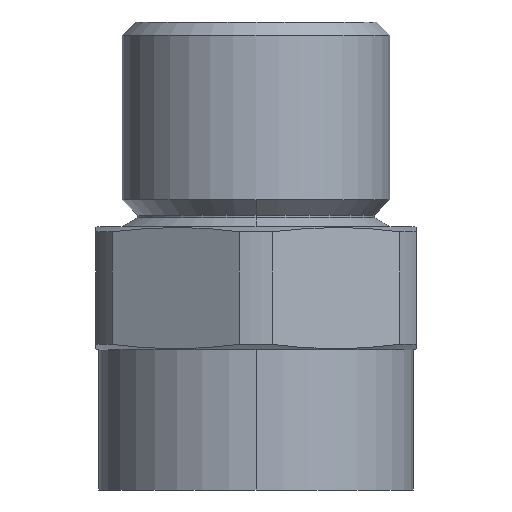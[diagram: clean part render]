
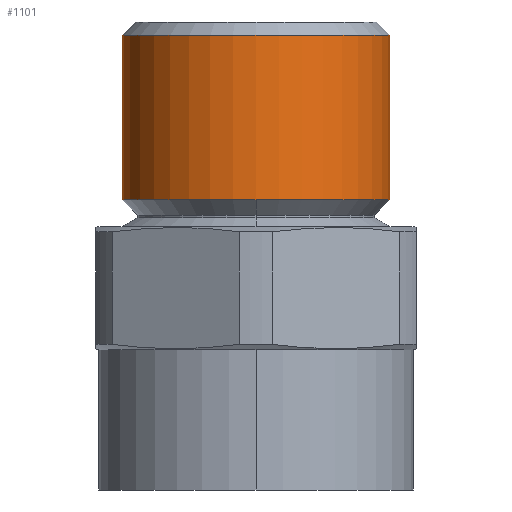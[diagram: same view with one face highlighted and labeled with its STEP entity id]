
A CAD part, front view. The second image highlights one B-rep face of the part: STEP entity #1101.
In plain terms, the highlighted cylindrical face has radius 10 mm (diameter 20 mm), a partial arc.
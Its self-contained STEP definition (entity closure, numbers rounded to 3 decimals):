
#44 = CARTESIAN_POINT ( 'NONE',  ( 0., 0., 21.7 ) ) ;
#47 = VECTOR ( 'NONE', #778, 1000. ) ;
#91 = DIRECTION ( 'NONE',  ( 0., 1., 0. ) ) ;
#103 = CARTESIAN_POINT ( 'NONE',  ( 0., 0., 21.7 ) ) ;
#122 = DIRECTION ( 'NONE',  ( 0., 0., -1. ) ) ;
#166 = DIRECTION ( 'NONE',  ( 0., 0., -1. ) ) ;
#202 = CIRCLE ( 'NONE', #1017, 10. ) ;
#255 = LINE ( 'NONE', #335, #47 ) ;
#271 = DIRECTION ( 'NONE',  ( -1., 0., 0. ) ) ;
#279 = CARTESIAN_POINT ( 'NONE',  ( 0., 0., 0. ) ) ;
#316 = CARTESIAN_POINT ( 'NONE',  ( -10., 0., 34. ) ) ;
#320 = CARTESIAN_POINT ( 'NONE',  ( 10., 0., 21.7 ) ) ;
#335 = CARTESIAN_POINT ( 'NONE',  ( 10., 0., 0. ) ) ;
#371 = DIRECTION ( 'NONE',  ( 0., 0., -1. ) ) ;
#408 = ORIENTED_EDGE ( 'NONE', *, *, #1298, .F. ) ;
#411 = EDGE_CURVE ( 'NONE', #1275, #767, #202, .T. ) ;
#469 = CARTESIAN_POINT ( 'NONE',  ( -10., 0., 0. ) ) ;
#493 = DIRECTION ( 'NONE',  ( 0., 0., -1. ) ) ;
#500 = EDGE_CURVE ( 'NONE', #997, #1275, #255, .T. ) ;
#548 = DIRECTION ( 'NONE',  ( 0., 0., -1. ) ) ;
#553 = ORIENTED_EDGE ( 'NONE', *, *, #500, .F. ) ;
#589 = CIRCLE ( 'NONE', #722, 10. ) ;
#604 = DIRECTION ( 'NONE',  ( 1., 0., 0. ) ) ;
#620 = ORIENTED_EDGE ( 'NONE', *, *, #1036, .T. ) ;
#652 = VERTEX_POINT ( 'NONE', #316 ) ;
#719 = LINE ( 'NONE', #469, #731 ) ;
#722 = AXIS2_PLACEMENT_3D ( 'NONE', #103, #166, #91 ) ;
#731 = VECTOR ( 'NONE', #371, 1000. ) ;
#751 = FACE_OUTER_BOUND ( 'NONE', #1106, .T. ) ;
#767 = VERTEX_POINT ( 'NONE', #1227 ) ;
#778 = DIRECTION ( 'NONE',  ( 0., 0., -1. ) ) ;
#804 = AXIS2_PLACEMENT_3D ( 'NONE', #1089, #493, #604 ) ;
#830 = AXIS2_PLACEMENT_3D ( 'NONE', #279, #122, #271 ) ;
#848 = CYLINDRICAL_SURFACE ( 'NONE', #830, 10. ) ;
#924 = CIRCLE ( 'NONE', #804, 10. ) ;
#927 = CARTESIAN_POINT ( 'NONE',  ( -10., 0., 21.7 ) ) ;
#928 = ORIENTED_EDGE ( 'NONE', *, *, #411, .F. ) ;
#997 = VERTEX_POINT ( 'NONE', #1069 ) ;
#1017 = AXIS2_PLACEMENT_3D ( 'NONE', #44, #548, #1278 ) ;
#1036 = EDGE_CURVE ( 'NONE', #652, #1134, #719, .T. ) ;
#1066 = ORIENTED_EDGE ( 'NONE', *, *, #1152, .T. ) ;
#1069 = CARTESIAN_POINT ( 'NONE',  ( 10., 0., 34. ) ) ;
#1089 = CARTESIAN_POINT ( 'NONE',  ( 0., 0., 34. ) ) ;
#1101 = ADVANCED_FACE ( 'NONE', ( #751 ), #848, .T. ) ;
#1106 = EDGE_LOOP ( 'NONE', ( #553, #1066, #620, #408, #928 ) ) ;
#1134 = VERTEX_POINT ( 'NONE', #927 ) ;
#1152 = EDGE_CURVE ( 'NONE', #997, #652, #924, .T. ) ;
#1227 = CARTESIAN_POINT ( 'NONE',  ( 0., -10., 21.7 ) ) ;
#1275 = VERTEX_POINT ( 'NONE', #320 ) ;
#1278 = DIRECTION ( 'NONE',  ( 0., 1., 0. ) ) ;
#1298 = EDGE_CURVE ( 'NONE', #767, #1134, #589, .T. ) ;
